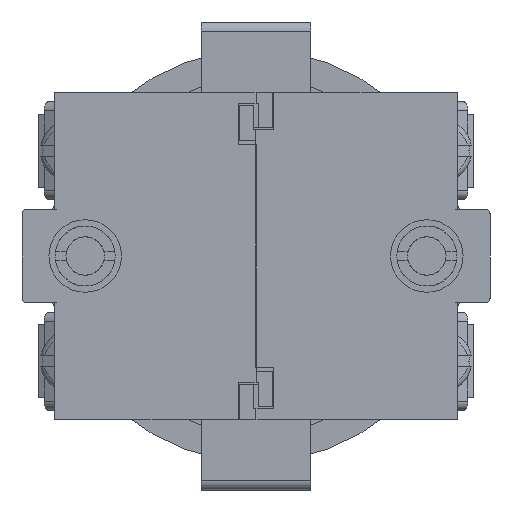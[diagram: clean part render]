
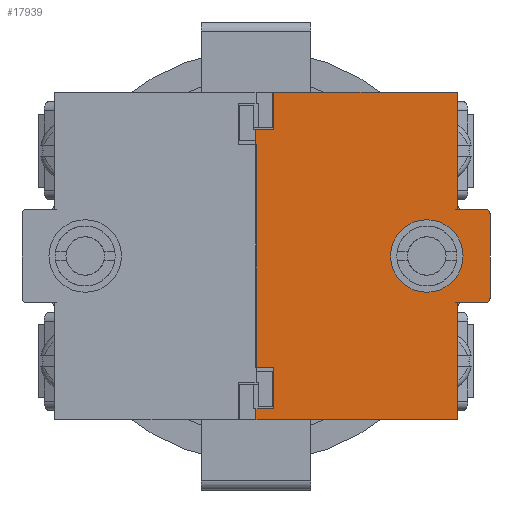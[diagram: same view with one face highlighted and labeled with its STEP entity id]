
A CAD part, front view. The second image highlights one B-rep face of the part: STEP entity #17939.
In plain terms, the highlighted planar face has unit normal (0, -1, 0).
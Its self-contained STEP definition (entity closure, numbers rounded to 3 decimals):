
#201 = EDGE_CURVE ( 'NONE', #31995, #25523, #17070, .T. ) ;
#476 = AXIS2_PLACEMENT_3D ( 'NONE', #5362, #24459, #30106 ) ;
#719 = EDGE_CURVE ( 'NONE', #25679, #19757, #15667, .T. ) ;
#806 = VECTOR ( 'NONE', #31028, 1000. ) ;
#1031 = ORIENTED_EDGE ( 'NONE', *, *, #201, .T. ) ;
#1364 = ORIENTED_EDGE ( 'NONE', *, *, #16554, .F. ) ;
#2092 = VERTEX_POINT ( 'NONE', #14237 ) ;
#2380 = CARTESIAN_POINT ( 'NONE',  ( 0., -67.1, -17.5 ) ) ;
#2541 = EDGE_CURVE ( 'NONE', #16027, #2092, #18497, .T. ) ;
#2851 = CARTESIAN_POINT ( 'NONE',  ( 1.9, -67.1, -16.3 ) ) ;
#3203 = CARTESIAN_POINT ( 'NONE',  ( 21.5, -67.1, -5. ) ) ;
#3458 = CARTESIAN_POINT ( 'NONE',  ( 14.375, -67.1, 0. ) ) ;
#3524 = EDGE_CURVE ( 'NONE', #12726, #28753, #30874, .T. ) ;
#3618 = AXIS2_PLACEMENT_3D ( 'NONE', #9126, #17254, #5873 ) ;
#3957 = ORIENTED_EDGE ( 'NONE', *, *, #22072, .T. ) ;
#4068 = VECTOR ( 'NONE', #11842, 1000. ) ;
#4282 = CARTESIAN_POINT ( 'NONE',  ( 0., -67.1, 13.5 ) ) ;
#4314 = LINE ( 'NONE', #3203, #5169 ) ;
#4371 = DIRECTION ( 'NONE',  ( -1., 0., 0. ) ) ;
#4386 = EDGE_CURVE ( 'NONE', #9537, #7402, #21328, .T. ) ;
#4397 = CARTESIAN_POINT ( 'NONE',  ( 1.9, -67.1, 13.5 ) ) ;
#4780 = ORIENTED_EDGE ( 'NONE', *, *, #26523, .F. ) ;
#4904 = LINE ( 'NONE', #17117, #22681 ) ;
#4912 = CARTESIAN_POINT ( 'NONE',  ( 24.5, -67.1, -4.5 ) ) ;
#5169 = VECTOR ( 'NONE', #25293, 1000. ) ;
#5286 = EDGE_CURVE ( 'NONE', #21469, #5595, #6055, .T. ) ;
#5362 = CARTESIAN_POINT ( 'NONE',  ( 18.25, -67.1, 0. ) ) ;
#5595 = VERTEX_POINT ( 'NONE', #9687 ) ;
#5609 = ORIENTED_EDGE ( 'NONE', *, *, #6683, .T. ) ;
#5873 = DIRECTION ( 'NONE',  ( 1., 0., 0. ) ) ;
#6055 = CIRCLE ( 'NONE', #476, 3.875 ) ;
#6078 = CARTESIAN_POINT ( 'NONE',  ( 21.5, -67.1, 5. ) ) ;
#6517 = CARTESIAN_POINT ( 'NONE',  ( 0., -67.1, -16.3 ) ) ;
#6683 = EDGE_CURVE ( 'NONE', #17213, #31995, #10641, .T. ) ;
#6723 = ORIENTED_EDGE ( 'NONE', *, *, #12857, .F. ) ;
#6829 = CARTESIAN_POINT ( 'NONE',  ( 1.9, -67.1, -16.3 ) ) ;
#6984 = AXIS2_PLACEMENT_3D ( 'NONE', #4912, #19945, #30862 ) ;
#7163 = CIRCLE ( 'NONE', #6984, 0.5 ) ;
#7195 = VECTOR ( 'NONE', #4371, 1000. ) ;
#7201 = VECTOR ( 'NONE', #18305, 1000. ) ;
#7402 = VERTEX_POINT ( 'NONE', #2380 ) ;
#7695 = CIRCLE ( 'NONE', #35736, 3.875 ) ;
#8225 = LINE ( 'NONE', #28738, #23816 ) ;
#8489 = DIRECTION ( 'NONE',  ( 0., -1., 0. ) ) ;
#8744 = CARTESIAN_POINT ( 'NONE',  ( 18.25, -67.1, 0. ) ) ;
#9126 = CARTESIAN_POINT ( 'NONE',  ( 12.5, -67.1, 0. ) ) ;
#9537 = VERTEX_POINT ( 'NONE', #31385 ) ;
#9687 = CARTESIAN_POINT ( 'NONE',  ( 22.125, -67.1, 0. ) ) ;
#9813 = CARTESIAN_POINT ( 'NONE',  ( 24.5, -67.1, -5. ) ) ;
#10261 = CARTESIAN_POINT ( 'NONE',  ( 25., -67.1, -17.5 ) ) ;
#10446 = ORIENTED_EDGE ( 'NONE', *, *, #32718, .T. ) ;
#10641 = LINE ( 'NONE', #23815, #31369 ) ;
#10947 = CARTESIAN_POINT ( 'NONE',  ( 25., -67.1, -4.5 ) ) ;
#11215 = EDGE_CURVE ( 'NONE', #25523, #17143, #22478, .T. ) ;
#11842 = DIRECTION ( 'NONE',  ( 0., 0., 1. ) ) ;
#12687 = CARTESIAN_POINT ( 'NONE',  ( 1.9, -67.1, 17.5 ) ) ;
#12726 = VERTEX_POINT ( 'NONE', #19171 ) ;
#12775 = DIRECTION ( 'NONE',  ( 1., 0., 0. ) ) ;
#12857 = EDGE_CURVE ( 'NONE', #7402, #17143, #31143, .T. ) ;
#13113 = VECTOR ( 'NONE', #14826, 1000. ) ;
#13285 = ORIENTED_EDGE ( 'NONE', *, *, #719, .T. ) ;
#13307 = CARTESIAN_POINT ( 'NONE',  ( 21.5, -67.1, 5. ) ) ;
#13483 = VECTOR ( 'NONE', #30107, 1000. ) ;
#14066 = DIRECTION ( 'NONE',  ( 0., 0., -1. ) ) ;
#14144 = VERTEX_POINT ( 'NONE', #14808 ) ;
#14237 = CARTESIAN_POINT ( 'NONE',  ( 21.5, -67.1, -5. ) ) ;
#14556 = LINE ( 'NONE', #12687, #7201 ) ;
#14669 = PLANE ( 'NONE',  #3618 ) ;
#14808 = CARTESIAN_POINT ( 'NONE',  ( 1.9, -67.1, 17.5 ) ) ;
#14826 = DIRECTION ( 'NONE',  ( -1., 0., 0. ) ) ;
#15126 = FACE_OUTER_BOUND ( 'NONE', #21395, .T. ) ;
#15419 = EDGE_CURVE ( 'NONE', #28753, #25679, #29740, .T. ) ;
#15667 = LINE ( 'NONE', #13307, #13483 ) ;
#16027 = VERTEX_POINT ( 'NONE', #9813 ) ;
#16554 = EDGE_CURVE ( 'NONE', #17213, #21693, #18392, .T. ) ;
#16729 = CARTESIAN_POINT ( 'NONE',  ( 24.5, -67.1, 4.5 ) ) ;
#16827 = CARTESIAN_POINT ( 'NONE',  ( 0., -67.1, -17.5 ) ) ;
#17070 = LINE ( 'NONE', #2851, #30412 ) ;
#17117 = CARTESIAN_POINT ( 'NONE',  ( 25., -67.1, -17.5 ) ) ;
#17143 = VERTEX_POINT ( 'NONE', #6517 ) ;
#17197 = CARTESIAN_POINT ( 'NONE',  ( 25., -67.1, 5. ) ) ;
#17213 = VERTEX_POINT ( 'NONE', #24181 ) ;
#17254 = DIRECTION ( 'NONE',  ( 0., 1., 0. ) ) ;
#17743 = ORIENTED_EDGE ( 'NONE', *, *, #3524, .T. ) ;
#17939 = ADVANCED_FACE ( 'NONE', ( #22542, #15126 ), #14669, .F. ) ;
#18271 = ORIENTED_EDGE ( 'NONE', *, *, #2541, .F. ) ;
#18305 = DIRECTION ( 'NONE',  ( 0., 0., -1. ) ) ;
#18376 = DIRECTION ( 'NONE',  ( -1., 0., 0. ) ) ;
#18392 = LINE ( 'NONE', #28398, #4068 ) ;
#18497 = LINE ( 'NONE', #29118, #7195 ) ;
#19146 = DIRECTION ( 'NONE',  ( -1., 0., 0. ) ) ;
#19171 = CARTESIAN_POINT ( 'NONE',  ( 25., -67.1, 4.5 ) ) ;
#19243 = ORIENTED_EDGE ( 'NONE', *, *, #5286, .T. ) ;
#19278 = EDGE_LOOP ( 'NONE', ( #19243, #10446 ) ) ;
#19757 = VERTEX_POINT ( 'NONE', #30776 ) ;
#19945 = DIRECTION ( 'NONE',  ( 0., -1., 0. ) ) ;
#20352 = DIRECTION ( 'NONE',  ( 0., 0., 1. ) ) ;
#20449 = ORIENTED_EDGE ( 'NONE', *, *, #15419, .T. ) ;
#20966 = LINE ( 'NONE', #30993, #13113 ) ;
#21328 = LINE ( 'NONE', #10261, #25161 ) ;
#21395 = EDGE_LOOP ( 'NONE', ( #1031, #29796, #6723, #28164, #31693, #18271, #33333, #4780, #17743, #20449, #13285, #24175, #3957, #29523, #1364, #5609 ) ) ;
#21469 = VERTEX_POINT ( 'NONE', #3458 ) ;
#21693 = VERTEX_POINT ( 'NONE', #4282 ) ;
#22072 = EDGE_CURVE ( 'NONE', #14144, #26856, #14556, .T. ) ;
#22208 = DIRECTION ( 'NONE',  ( 0., 0., -1. ) ) ;
#22317 = DIRECTION ( 'NONE',  ( 0., 1., 0. ) ) ;
#22478 = LINE ( 'NONE', #6829, #32780 ) ;
#22542 = FACE_BOUND ( 'NONE', #19278, .T. ) ;
#22566 = DIRECTION ( 'NONE',  ( 1., 0., 0. ) ) ;
#22681 = VECTOR ( 'NONE', #14066, 1000. ) ;
#23336 = AXIS2_PLACEMENT_3D ( 'NONE', #16729, #8489, #33716 ) ;
#23707 = VERTEX_POINT ( 'NONE', #10947 ) ;
#23815 = CARTESIAN_POINT ( 'NONE',  ( 12.5, -67.1, -11.9 ) ) ;
#23816 = VECTOR ( 'NONE', #34509, 1000. ) ;
#24016 = CARTESIAN_POINT ( 'NONE',  ( 1.9, -67.1, -11.9 ) ) ;
#24175 = ORIENTED_EDGE ( 'NONE', *, *, #35181, .F. ) ;
#24181 = CARTESIAN_POINT ( 'NONE',  ( 0., -67.1, -11.9 ) ) ;
#24459 = DIRECTION ( 'NONE',  ( 0., 1., 0. ) ) ;
#25161 = VECTOR ( 'NONE', #19146, 1000. ) ;
#25293 = DIRECTION ( 'NONE',  ( 0., 0., -1. ) ) ;
#25523 = VERTEX_POINT ( 'NONE', #32933 ) ;
#25679 = VERTEX_POINT ( 'NONE', #6078 ) ;
#26523 = EDGE_CURVE ( 'NONE', #12726, #23707, #4904, .T. ) ;
#26856 = VERTEX_POINT ( 'NONE', #4397 ) ;
#28164 = ORIENTED_EDGE ( 'NONE', *, *, #4386, .F. ) ;
#28398 = CARTESIAN_POINT ( 'NONE',  ( 0., -67.1, -17.5 ) ) ;
#28738 = CARTESIAN_POINT ( 'NONE',  ( 25., -67.1, 17.5 ) ) ;
#28753 = VERTEX_POINT ( 'NONE', #33860 ) ;
#29118 = CARTESIAN_POINT ( 'NONE',  ( 25., -67.1, -5. ) ) ;
#29390 = EDGE_CURVE ( 'NONE', #26856, #21693, #20966, .T. ) ;
#29523 = ORIENTED_EDGE ( 'NONE', *, *, #29390, .T. ) ;
#29740 = LINE ( 'NONE', #17197, #806 ) ;
#29796 = ORIENTED_EDGE ( 'NONE', *, *, #11215, .T. ) ;
#30106 = DIRECTION ( 'NONE',  ( 1., 0., 0. ) ) ;
#30107 = DIRECTION ( 'NONE',  ( 0., 0., 1. ) ) ;
#30412 = VECTOR ( 'NONE', #22208, 1000. ) ;
#30707 = VECTOR ( 'NONE', #20352, 1000. ) ;
#30776 = CARTESIAN_POINT ( 'NONE',  ( 21.5, -67.1, 17.5 ) ) ;
#30862 = DIRECTION ( 'NONE',  ( 1., 0., 0. ) ) ;
#30874 = CIRCLE ( 'NONE', #23336, 0.5 ) ;
#30993 = CARTESIAN_POINT ( 'NONE',  ( -0.3, -67.1, 13.5 ) ) ;
#31028 = DIRECTION ( 'NONE',  ( -1., 0., 0. ) ) ;
#31143 = LINE ( 'NONE', #16827, #30707 ) ;
#31177 = EDGE_CURVE ( 'NONE', #2092, #9537, #4314, .T. ) ;
#31369 = VECTOR ( 'NONE', #12775, 1000. ) ;
#31385 = CARTESIAN_POINT ( 'NONE',  ( 21.5, -67.1, -17.5 ) ) ;
#31693 = ORIENTED_EDGE ( 'NONE', *, *, #31177, .F. ) ;
#31995 = VERTEX_POINT ( 'NONE', #24016 ) ;
#32212 = EDGE_CURVE ( 'NONE', #16027, #23707, #7163, .T. ) ;
#32718 = EDGE_CURVE ( 'NONE', #5595, #21469, #7695, .T. ) ;
#32780 = VECTOR ( 'NONE', #18376, 1000. ) ;
#32933 = CARTESIAN_POINT ( 'NONE',  ( 1.9, -67.1, -16.3 ) ) ;
#33333 = ORIENTED_EDGE ( 'NONE', *, *, #32212, .T. ) ;
#33716 = DIRECTION ( 'NONE',  ( 1., 0., 0. ) ) ;
#33860 = CARTESIAN_POINT ( 'NONE',  ( 24.5, -67.1, 5. ) ) ;
#34509 = DIRECTION ( 'NONE',  ( 1., 0., 0. ) ) ;
#35181 = EDGE_CURVE ( 'NONE', #14144, #19757, #8225, .T. ) ;
#35736 = AXIS2_PLACEMENT_3D ( 'NONE', #8744, #22317, #22566 ) ;
